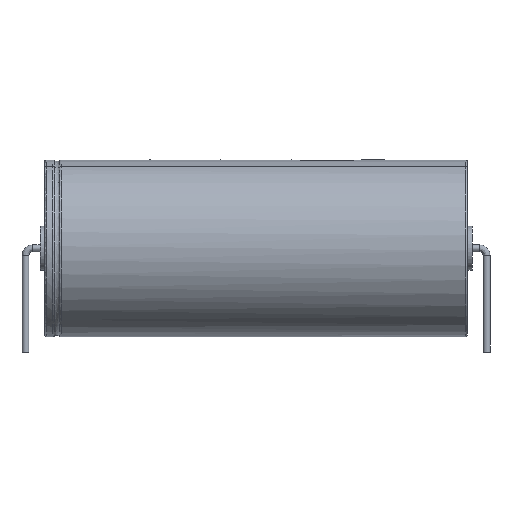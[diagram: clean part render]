
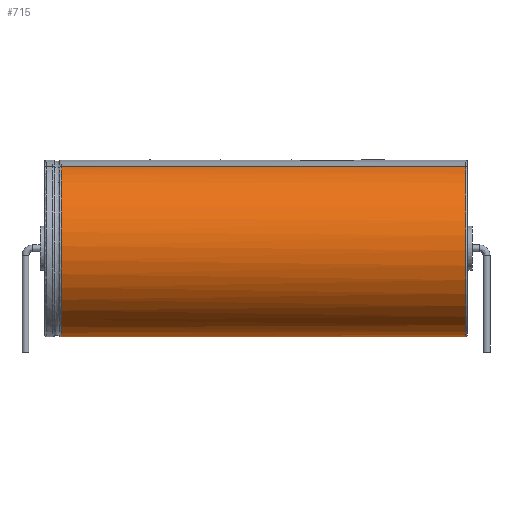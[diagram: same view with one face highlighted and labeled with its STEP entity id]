
A CAD part, front view. The second image highlights one B-rep face of the part: STEP entity #715.
In plain terms, the highlighted cylindrical face has radius 11.5 mm (diameter 23 mm), a partial arc.
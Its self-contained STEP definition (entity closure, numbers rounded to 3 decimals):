
#166=DIRECTION('',(-1.,0.,0.));
#180=DIRECTION('',(0.,0.383,0.924));
#283=VECTOR('',#284,1.);
#284=DIRECTION('',(1.,0.,0.));
#584=VERTEX_POINT('',#585);
#585=CARTESIAN_POINT('',(-25.365,4.401,22.125));
#593=ORIENTED_EDGE('',*,*,#594,.T.);
#594=EDGE_CURVE('',#584,#595,#597,.T.);
#595=VERTEX_POINT('',#596);
#596=CARTESIAN_POINT('',(-25.365,-4.401,22.125));
#597=B_SPLINE_CURVE_WITH_KNOTS('',12,(#598,#599,#600,#601,#602,#603,#604,#605,#606,#607,#608,#609,#610,#611,#612,#613,#614,#615,#616,#617,#618,#619,#620,#621,#622,#623,#624,#625,#626,#627,#628,#629,#630,#631,#632),.UNSPECIFIED.,.F.,.F.,(13,11,11,13),(-2.694,0.,63.225,65.918),.UNSPECIFIED.);
#598=CARTESIAN_POINT('',(-25.365,1.912,23.155));
#599=CARTESIAN_POINT('',(-25.365,2.121,23.069));
#600=CARTESIAN_POINT('',(-25.365,2.329,22.983));
#601=CARTESIAN_POINT('',(-25.365,2.538,22.896));
#602=CARTESIAN_POINT('',(-25.365,2.746,22.81));
#603=CARTESIAN_POINT('',(-25.365,2.954,22.724));
#604=CARTESIAN_POINT('',(-25.365,3.161,22.638));
#605=CARTESIAN_POINT('',(-25.365,3.368,22.552));
#606=CARTESIAN_POINT('',(-25.365,3.575,22.467));
#607=CARTESIAN_POINT('',(-25.365,3.782,22.381));
#608=CARTESIAN_POINT('',(-25.365,3.989,22.295));
#609=CARTESIAN_POINT('',(-25.365,4.195,22.21));
#610=CARTESIAN_POINT('',(-25.365,9.235,20.122));
#611=CARTESIAN_POINT('',(-25.365,13.149,15.689));
#612=CARTESIAN_POINT('',(-25.365,14.699,9.29));
#613=CARTESIAN_POINT('',(-25.365,12.682,2.428));
#614=CARTESIAN_POINT('',(-25.365,7.649,-2.681));
#615=CARTESIAN_POINT('',(-25.365,0.,-5.242));
#616=CARTESIAN_POINT('',(-25.365,-7.649,-2.681));
#617=CARTESIAN_POINT('',(-25.365,-12.682,2.428));
#618=CARTESIAN_POINT('',(-25.365,-14.699,9.29));
#619=CARTESIAN_POINT('',(-25.365,-13.149,15.689));
#620=CARTESIAN_POINT('',(-25.365,-9.235,20.122));
#621=CARTESIAN_POINT('',(-25.365,-4.195,22.21));
#622=CARTESIAN_POINT('',(-25.365,-3.989,22.295));
#623=CARTESIAN_POINT('',(-25.365,-3.782,22.381));
#624=CARTESIAN_POINT('',(-25.365,-3.575,22.467));
#625=CARTESIAN_POINT('',(-25.365,-3.368,22.552));
#626=CARTESIAN_POINT('',(-25.365,-3.161,22.638));
#627=CARTESIAN_POINT('',(-25.365,-2.954,22.724));
#628=CARTESIAN_POINT('',(-25.365,-2.746,22.81));
#629=CARTESIAN_POINT('',(-25.365,-2.538,22.896));
#630=CARTESIAN_POINT('',(-25.365,-2.329,22.983));
#631=CARTESIAN_POINT('',(-25.365,-2.121,23.069));
#632=CARTESIAN_POINT('',(-25.365,-1.912,23.155));
#715=ADVANCED_FACE('',(#716),#735,.T.);
#716=FACE_BOUND('',#717,.F.);
#717=EDGE_LOOP('',(#718,#593,#724,#730));
#718=ORIENTED_EDGE('',*,*,#719,.F.);
#719=EDGE_CURVE('',#584,#720,#722,.T.);
#720=VERTEX_POINT('',#721);
#721=CARTESIAN_POINT('',(27.3,4.401,22.125));
#722=LINE('',#723,#283);
#723=CARTESIAN_POINT('',(-25.5,4.401,22.125));
#724=ORIENTED_EDGE('',*,*,#725,.T.);
#725=EDGE_CURVE('',#595,#726,#728,.T.);
#726=VERTEX_POINT('',#727);
#727=CARTESIAN_POINT('',(27.3,-4.401,22.125));
#728=LINE('',#729,#283);
#729=CARTESIAN_POINT('',(-25.5,-4.401,22.125));
#730=ORIENTED_EDGE('',*,*,#731,.F.);
#731=EDGE_CURVE('',#720,#726,#732,.T.);
#732=CIRCLE('',#733,11.5);
#733=AXIS2_PLACEMENT_3D('',#734,#166,#180);
#734=CARTESIAN_POINT('',(27.3,0.,11.5));
#735=CYLINDRICAL_SURFACE('',#736,11.5);
#736=AXIS2_PLACEMENT_3D('',#737,#284,#180);
#737=CARTESIAN_POINT('',(-25.5,0.,11.5));
